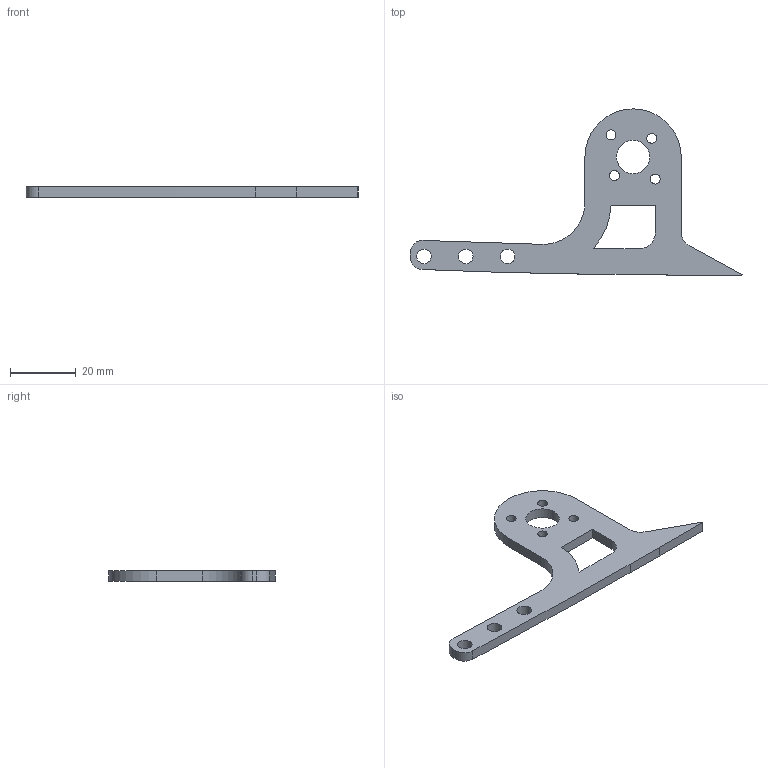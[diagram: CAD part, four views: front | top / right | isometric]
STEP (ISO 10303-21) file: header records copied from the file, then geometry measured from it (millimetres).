
FILE_DESCRIPTION(/* description */ (''),/* implementation_level */ '2;1');
FILE_NAME(/* name */ 'Arm Fork.step',/* time_stamp */ '2023-07-11T21:02:04-04:00',/* author */ (''),/* organization */ (''),/* preprocessor_version */ 'ST-DEVELOPER v19.2',/* originating_system */ 'Autodesk Translation Framework v12.6.0.85',/* authorisation */ '');
FILE_SCHEMA (('AUTOMOTIVE_DESIGN { 1 0 10303 214 3 1 1 }'));
Length unit declared in the file: inch
Products named in the file (1): Short_Wide_Arm_Narrow Fork Tip V1
Bounding box: 100.79 x 50.48 x 3.17 mm (x, y, z)
Volume: 5168.9 mm3; surface area: 4657.3 mm2
Topology: 1 solids, 1 shells, 29 faces, 81 edges, 54 vertices
Faces by surface type: cylinder 18, plane 11
Full cylindrical faces by diameter (mm): 3 x4, 4.4 x3, 10.127 x1
Entity records: 1022 total; most frequent: DIRECTION 177, CARTESIAN_POINT 165, ORIENTED_EDGE 162, EDGE_CURVE 81, AXIS2_PLACEMENT_3D 66, VERTEX_POINT 54, EDGE_LOOP 47, LINE 45
